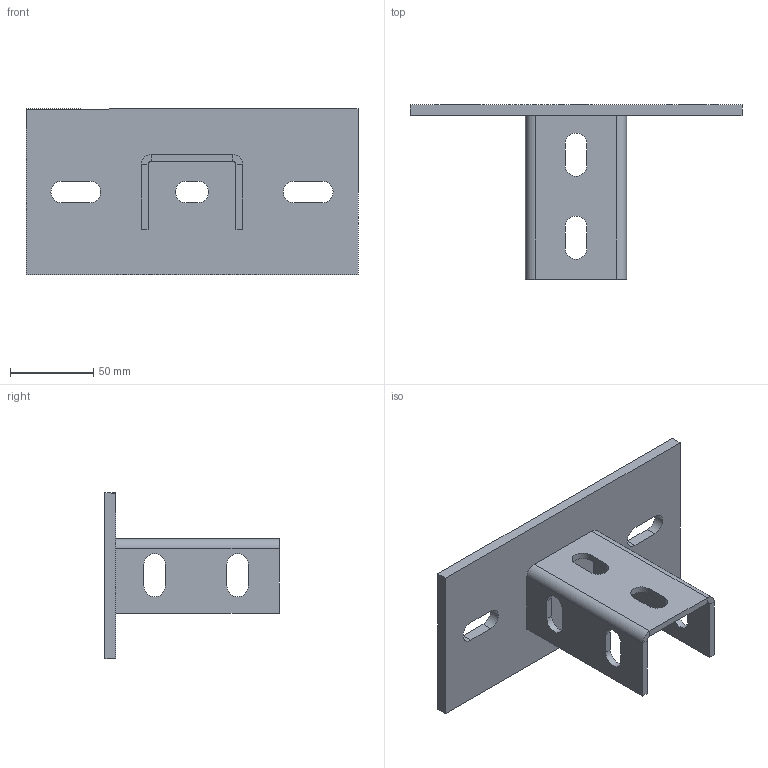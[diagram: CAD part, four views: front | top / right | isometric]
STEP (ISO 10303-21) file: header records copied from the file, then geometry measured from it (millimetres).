
FILE_DESCRIPTION (( 'STEP AP214' ), '1' );
FILE_NAME ('6349279.stp', '2024-05-03T13:17:38', ( '' ), ( '' ), 'SwSTEP 2.0', 'SolidWorks 2022', '' );
FILE_SCHEMA (( 'AUTOMOTIVE_DESIGN' ));
Length unit declared in the file: millimetre
Products named in the file (3): KTS 02.020-008_Standard; 6349279; 051980_Standard
Assembly tree (2 placements, depth 2):
  6349279
    KTS 02.020-008_Standard
    051980_Standard
Bounding box: 200 x 105 x 100 mm (x, y, z)
Volume: 171694.8 mm3; surface area: 70749.5 mm2
Topology: 2 solids, 2 shells, 64 faces, 164 edges, 104 vertices
Faces by surface type: plane 42, cylinder 22
Entity records: 2070 total; most frequent: DIRECTION 346, CARTESIAN_POINT 337, ORIENTED_EDGE 328, EDGE_CURVE 164, LINE 120, VECTOR 120, AXIS2_PLACEMENT_3D 113, VERTEX_POINT 104
